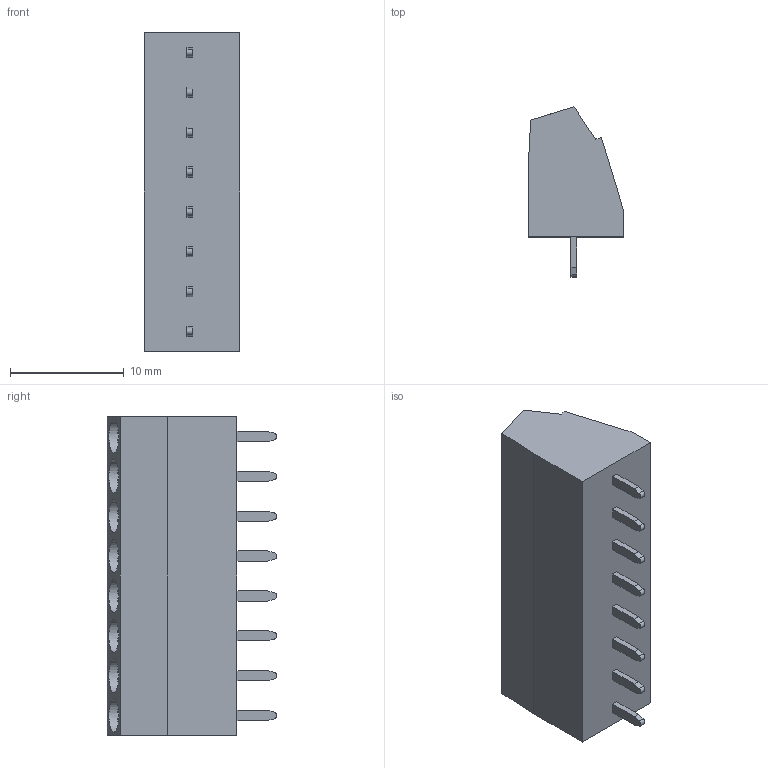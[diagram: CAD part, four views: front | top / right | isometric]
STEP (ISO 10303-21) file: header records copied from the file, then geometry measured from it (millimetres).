
FILE_DESCRIPTION((''),'2;1');
FILE_NAME('PRT0001','2024-10-19T',('sj'),(''),'PRO/ENGINEER BY PARAMETRIC TECHNOLOGY CORPORATION, 2013240','PRO/ENGINEER BY PARAMETRIC TECHNOLOGY CORPORATION, 2013240','');
FILE_SCHEMA(('AUTOMOTIVE_DESIGN_CC2 { 1 2 10303 214 -1 1 5 2 }'));
Length unit declared in the file: millimetre
Products named in the file (1): PRT0001
Bounding box: 8.4 x 14.9 x 28 mm (x, y, z)
Volume: 2058.3 mm3; surface area: 1390.6 mm2
Topology: 1 solids, 1 shells, 226 faces, 536 edges, 336 vertices
Faces by surface type: plane 202, cylinder 24
Entity records: 6388 total; most frequent: CARTESIAN_POINT 1098, ORIENTED_EDGE 1072, DIRECTION 1068, EDGE_CURVE 536, VECTOR 456, LINE 456, VERTEX_POINT 336, AXIS2_PLACEMENT_3D 306
